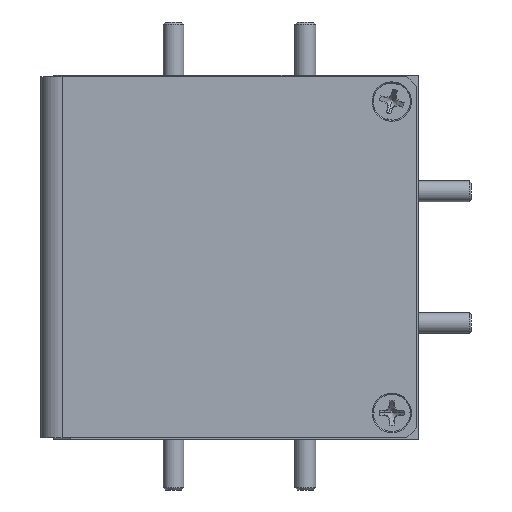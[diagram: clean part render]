
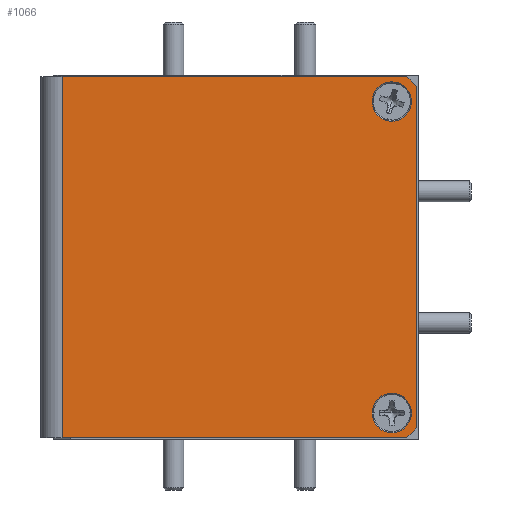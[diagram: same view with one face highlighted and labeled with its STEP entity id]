
A CAD part, front view. The second image highlights one B-rep face of the part: STEP entity #1066.
In plain terms, the highlighted planar face has unit normal (0, -1, 0).
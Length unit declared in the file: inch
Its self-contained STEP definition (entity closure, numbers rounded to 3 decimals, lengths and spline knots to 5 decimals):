
#916 = EDGE_CURVE ( 'NONE', #3257, #3394, #19275, .T. ) ;
#1066 = ADVANCED_FACE ( 'NONE', ( #11165, #22380, #4567 ), #14841, .F. ) ;
#1148 = ORIENTED_EDGE ( 'NONE', *, *, #1571, .F. ) ;
#1237 = CARTESIAN_POINT ( 'NONE',  ( 0.53775, -1.47712, -1.84368 ) ) ;
#1404 = CIRCLE ( 'NONE', #21300, 0.0595 ) ;
#1445 = DIRECTION ( 'NONE',  ( -1., 0., 0. ) ) ;
#1571 = EDGE_CURVE ( 'NONE', #18392, #24670, #1404, .T. ) ;
#2558 = VERTEX_POINT ( 'NONE', #22962 ) ;
#2612 = AXIS2_PLACEMENT_3D ( 'NONE', #25171, #18592, #7428 ) ;
#2902 = ORIENTED_EDGE ( 'NONE', *, *, #14652, .F. ) ;
#2917 = CARTESIAN_POINT ( 'NONE',  ( 0.50775, -1.47712, -1.84368 ) ) ;
#2938 = CARTESIAN_POINT ( 'NONE',  ( 0.50775, -1.47712, -0.75368 ) ) ;
#3077 = VERTEX_POINT ( 'NONE', #28150 ) ;
#3257 = VERTEX_POINT ( 'NONE', #13427 ) ;
#3394 = VERTEX_POINT ( 'NONE', #24857 ) ;
#3988 = VERTEX_POINT ( 'NONE', #11953 ) ;
#4022 = VECTOR ( 'NONE', #25123, 39.37008 ) ;
#4567 = FACE_BOUND ( 'NONE', #19622, .T. ) ;
#4689 = LINE ( 'NONE', #2917, #4022 ) ;
#4986 = CARTESIAN_POINT ( 'NONE',  ( 0.53775, -1.47712, -0.78368 ) ) ;
#5468 = DIRECTION ( 'NONE',  ( 0., 0., 1. ) ) ;
#6053 = EDGE_CURVE ( 'NONE', #10828, #3988, #25989, .T. ) ;
#7428 = DIRECTION ( 'NONE',  ( 0., 0., 1. ) ) ;
#7602 = EDGE_CURVE ( 'NONE', #2558, #10828, #4689, .T. ) ;
#7695 = LINE ( 'NONE', #4986, #18562 ) ;
#7974 = CARTESIAN_POINT ( 'NONE',  ( 0.46275, -1.47712, -1.82818 ) ) ;
#8003 = DIRECTION ( 'NONE',  ( 0., 0., -1. ) ) ;
#8671 = EDGE_CURVE ( 'NONE', #8926, #3077, #20266, .T. ) ;
#8926 = VERTEX_POINT ( 'NONE', #2938 ) ;
#9057 = DIRECTION ( 'NONE',  ( 0., -1., 0. ) ) ;
#9328 = DIRECTION ( 'NONE',  ( 0., 0., 1. ) ) ;
#9422 = ORIENTED_EDGE ( 'NONE', *, *, #7602, .T. ) ;
#9473 = AXIS2_PLACEMENT_3D ( 'NONE', #27874, #21279, #8003 ) ;
#9555 = LINE ( 'NONE', #20286, #26298 ) ;
#9779 = DIRECTION ( 'NONE',  ( 0., 0., 1. ) ) ;
#9894 = CARTESIAN_POINT ( 'NONE',  ( 0.53775, -1.47712, -1.84368 ) ) ;
#10021 = DIRECTION ( 'NONE',  ( 0., -1., 0. ) ) ;
#10473 = ORIENTED_EDGE ( 'NONE', *, *, #8671, .T. ) ;
#10828 = VERTEX_POINT ( 'NONE', #14108 ) ;
#11165 = FACE_BOUND ( 'NONE', #18355, .T. ) ;
#11953 = CARTESIAN_POINT ( 'NONE',  ( 0.53775, -1.47712, -0.78368 ) ) ;
#12464 = ORIENTED_EDGE ( 'NONE', *, *, #17766, .F. ) ;
#13132 = VERTEX_POINT ( 'NONE', #17604 ) ;
#13422 = ORIENTED_EDGE ( 'NONE', *, *, #26218, .F. ) ;
#13427 = CARTESIAN_POINT ( 'NONE',  ( 0.46275, -1.47712, -0.76918 ) ) ;
#13527 = AXIS2_PLACEMENT_3D ( 'NONE', #16004, #9057, #9328 ) ;
#13611 = DIRECTION ( 'NONE',  ( 0., 0., 1. ) ) ;
#13790 = DIRECTION ( 'NONE',  ( 0., -1., 0. ) ) ;
#14104 = VECTOR ( 'NONE', #21334, 39.37008 ) ;
#14108 = CARTESIAN_POINT ( 'NONE',  ( 0.53775, -1.47712, -1.81368 ) ) ;
#14188 = CARTESIAN_POINT ( 'NONE',  ( 0.46275, -1.47712, -1.76868 ) ) ;
#14488 = EDGE_LOOP ( 'NONE', ( #13422, #9422, #21370, #27115, #10473, #2902 ) ) ;
#14652 = EDGE_CURVE ( 'NONE', #13132, #3077, #9555, .T. ) ;
#14841 = PLANE ( 'NONE',  #9473 ) ;
#15665 = CARTESIAN_POINT ( 'NONE',  ( 0.46275, -1.47712, -1.70918 ) ) ;
#16004 = CARTESIAN_POINT ( 'NONE',  ( 0.46275, -1.47712, -1.76868 ) ) ;
#16720 = CARTESIAN_POINT ( 'NONE',  ( 0.53775, -1.47712, -0.75368 ) ) ;
#16796 = VECTOR ( 'NONE', #27694, 39.37008 ) ;
#17604 = CARTESIAN_POINT ( 'NONE',  ( -0.53225, -1.47712, -1.84368 ) ) ;
#17766 = EDGE_CURVE ( 'NONE', #3394, #3257, #22896, .T. ) ;
#18237 = CIRCLE ( 'NONE', #13527, 0.0595 ) ;
#18355 = EDGE_LOOP ( 'NONE', ( #1148, #22457 ) ) ;
#18392 = VERTEX_POINT ( 'NONE', #15665 ) ;
#18562 = VECTOR ( 'NONE', #20770, 39.37008 ) ;
#18592 = DIRECTION ( 'NONE',  ( 0., -1., 0. ) ) ;
#18674 = CARTESIAN_POINT ( 'NONE',  ( 0.46275, -1.47712, -0.82868 ) ) ;
#18980 = EDGE_CURVE ( 'NONE', #24670, #18392, #18237, .T. ) ;
#19275 = CIRCLE ( 'NONE', #2612, 0.0595 ) ;
#19622 = EDGE_LOOP ( 'NONE', ( #25310, #12464 ) ) ;
#20266 = LINE ( 'NONE', #16720, #16796 ) ;
#20286 = CARTESIAN_POINT ( 'NONE',  ( -0.53225, -1.47712, -1.84368 ) ) ;
#20770 = DIRECTION ( 'NONE',  ( -0.707, 0., 0.707 ) ) ;
#20956 = EDGE_CURVE ( 'NONE', #3988, #8926, #7695, .T. ) ;
#21279 = DIRECTION ( 'NONE',  ( 0., 1., 0. ) ) ;
#21300 = AXIS2_PLACEMENT_3D ( 'NONE', #14188, #13790, #9779 ) ;
#21334 = DIRECTION ( 'NONE',  ( 0., 0., 1. ) ) ;
#21370 = ORIENTED_EDGE ( 'NONE', *, *, #6053, .T. ) ;
#22380 = FACE_OUTER_BOUND ( 'NONE', #14488, .T. ) ;
#22457 = ORIENTED_EDGE ( 'NONE', *, *, #18980, .F. ) ;
#22846 = VECTOR ( 'NONE', #1445, 39.37008 ) ;
#22896 = CIRCLE ( 'NONE', #24543, 0.0595 ) ;
#22962 = CARTESIAN_POINT ( 'NONE',  ( 0.50775, -1.47712, -1.84368 ) ) ;
#24543 = AXIS2_PLACEMENT_3D ( 'NONE', #18674, #10021, #5468 ) ;
#24670 = VERTEX_POINT ( 'NONE', #7974 ) ;
#24857 = CARTESIAN_POINT ( 'NONE',  ( 0.46275, -1.47712, -0.88818 ) ) ;
#25123 = DIRECTION ( 'NONE',  ( 0.707, 0., 0.707 ) ) ;
#25171 = CARTESIAN_POINT ( 'NONE',  ( 0.46275, -1.47712, -0.82868 ) ) ;
#25310 = ORIENTED_EDGE ( 'NONE', *, *, #916, .F. ) ;
#25989 = LINE ( 'NONE', #9894, #14104 ) ;
#26218 = EDGE_CURVE ( 'NONE', #2558, #13132, #28750, .T. ) ;
#26298 = VECTOR ( 'NONE', #13611, 39.37008 ) ;
#27115 = ORIENTED_EDGE ( 'NONE', *, *, #20956, .T. ) ;
#27694 = DIRECTION ( 'NONE',  ( -1., 0., 0. ) ) ;
#27874 = CARTESIAN_POINT ( 'NONE',  ( 0.53775, -1.47712, -1.84368 ) ) ;
#28150 = CARTESIAN_POINT ( 'NONE',  ( -0.53225, -1.47712, -0.75368 ) ) ;
#28750 = LINE ( 'NONE', #1237, #22846 ) ;
